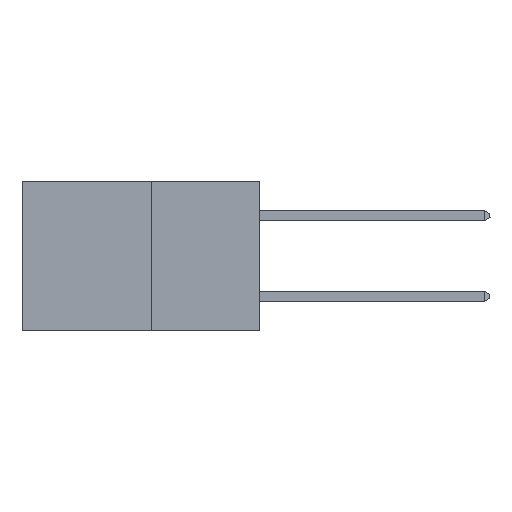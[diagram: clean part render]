
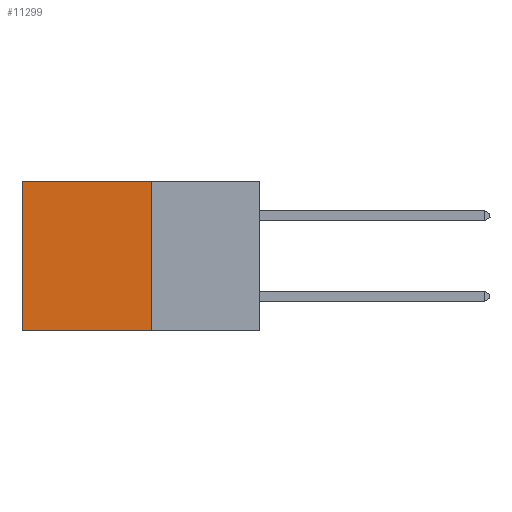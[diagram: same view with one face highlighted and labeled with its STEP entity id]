
A CAD part, left-side view. The second image highlights one B-rep face of the part: STEP entity #11299.
In plain terms, the highlighted planar face has unit normal (-1, 0, 0).
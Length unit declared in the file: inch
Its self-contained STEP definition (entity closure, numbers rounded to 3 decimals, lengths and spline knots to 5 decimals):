
#6 = EDGE_CURVE ( 'NONE', #8708, #3643, #2820, .T. ) ;
#205 = VECTOR ( 'NONE', #7701, 39.37008 ) ;
#481 = CARTESIAN_POINT ( 'NONE',  ( 0.277, 0.27, 0. ) ) ;
#1550 = EDGE_LOOP ( 'NONE', ( #13894, #14087, #11689, #5288 ) ) ;
#1986 = CARTESIAN_POINT ( 'NONE',  ( 0.277, 0.27, -0.37 ) ) ;
#2532 = EDGE_CURVE ( 'NONE', #2764, #3643, #14544, .T. ) ;
#2764 = VERTEX_POINT ( 'NONE', #12654 ) ;
#2820 = LINE ( 'NONE', #12052, #13755 ) ;
#3233 = CARTESIAN_POINT ( 'NONE',  ( 0.277, 0.59, -0.37 ) ) ;
#3643 = VERTEX_POINT ( 'NONE', #3233 ) ;
#4932 = DIRECTION ( 'NONE',  ( 0., 0., -1. ) ) ;
#5288 = ORIENTED_EDGE ( 'NONE', *, *, #6435, .T. ) ;
#6435 = EDGE_CURVE ( 'NONE', #8181, #2764, #14962, .T. ) ;
#6626 = DIRECTION ( 'NONE',  ( 1., 0., 0. ) ) ;
#6684 = CARTESIAN_POINT ( 'NONE',  ( 0.277, 0.27, 0. ) ) ;
#7701 = DIRECTION ( 'NONE',  ( 0., 1., 0. ) ) ;
#8181 = VERTEX_POINT ( 'NONE', #6684 ) ;
#8705 = VECTOR ( 'NONE', #4932, 39.37008 ) ;
#8708 = VERTEX_POINT ( 'NONE', #13553 ) ;
#9859 = EDGE_CURVE ( 'NONE', #8181, #8708, #12528, .T. ) ;
#10825 = VECTOR ( 'NONE', #17236, 39.37008 ) ;
#11299 = ADVANCED_FACE ( 'NONE', ( #16319 ), #12337, .F. ) ;
#11689 = ORIENTED_EDGE ( 'NONE', *, *, #9859, .F. ) ;
#12052 = CARTESIAN_POINT ( 'NONE',  ( 0.277, 0.27, -0.37 ) ) ;
#12337 = PLANE ( 'NONE',  #13815 ) ;
#12528 = LINE ( 'NONE', #1986, #8705 ) ;
#12654 = CARTESIAN_POINT ( 'NONE',  ( 0.277, 0.59, 0. ) ) ;
#13553 = CARTESIAN_POINT ( 'NONE',  ( 0.277, 0.27, -0.37 ) ) ;
#13755 = VECTOR ( 'NONE', #15077, 39.37008 ) ;
#13815 = AXIS2_PLACEMENT_3D ( 'NONE', #15072, #6626, #16437 ) ;
#13894 = ORIENTED_EDGE ( 'NONE', *, *, #2532, .T. ) ;
#14087 = ORIENTED_EDGE ( 'NONE', *, *, #6, .F. ) ;
#14544 = LINE ( 'NONE', #17217, #10825 ) ;
#14962 = LINE ( 'NONE', #481, #205 ) ;
#15072 = CARTESIAN_POINT ( 'NONE',  ( 0.277, 0.27, -0.37 ) ) ;
#15077 = DIRECTION ( 'NONE',  ( 0., 1., 0. ) ) ;
#16319 = FACE_OUTER_BOUND ( 'NONE', #1550, .T. ) ;
#16437 = DIRECTION ( 'NONE',  ( 0., 0., -1. ) ) ;
#17217 = CARTESIAN_POINT ( 'NONE',  ( 0.277, 0.59, -0.37 ) ) ;
#17236 = DIRECTION ( 'NONE',  ( 0., 0., -1. ) ) ;
